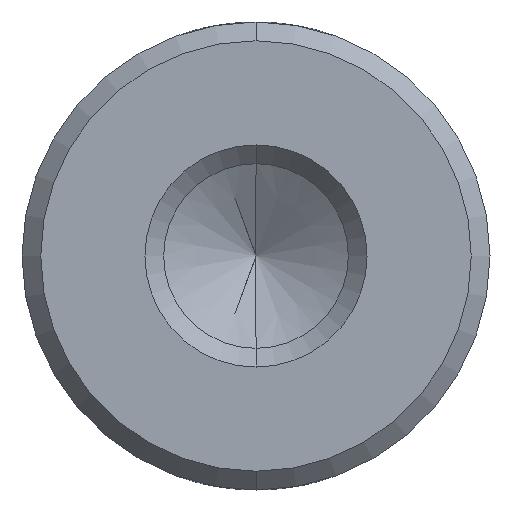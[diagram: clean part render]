
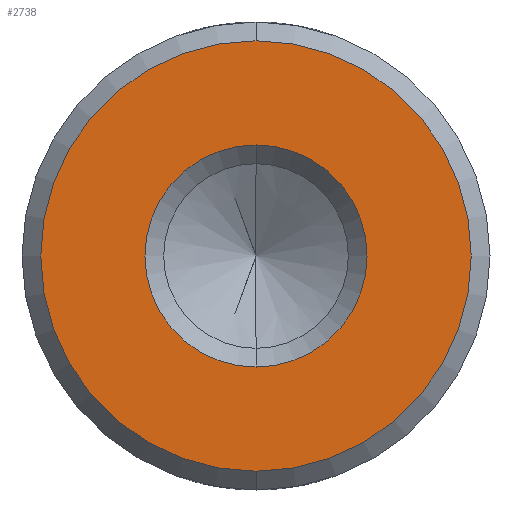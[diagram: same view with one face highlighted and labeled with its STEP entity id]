
A CAD part, front view. The second image highlights one B-rep face of the part: STEP entity #2738.
In plain terms, the highlighted planar face has unit normal (0, -1, 0).
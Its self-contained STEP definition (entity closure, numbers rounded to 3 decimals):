
#48 = DIRECTION ( 'NONE',  ( 0., 0., 1. ) ) ;
#72 = CIRCLE ( 'NONE', #2799, 3.008 ) ;
#250 = AXIS2_PLACEMENT_3D ( 'NONE', #1347, #2149, #48 ) ;
#264 = ORIENTED_EDGE ( 'NONE', *, *, #1703, .T. ) ;
#266 = EDGE_CURVE ( 'NONE', #2790, #1179, #3151, .T. ) ;
#343 = ORIENTED_EDGE ( 'NONE', *, *, #266, .F. ) ;
#387 = DIRECTION ( 'NONE',  ( 0., 1., 0. ) ) ;
#395 = CARTESIAN_POINT ( 'NONE',  ( 0., 0., 5.829 ) ) ;
#450 = AXIS2_PLACEMENT_3D ( 'NONE', #2322, #724, #2587 ) ;
#588 = ORIENTED_EDGE ( 'NONE', *, *, #1602, .F. ) ;
#702 = CARTESIAN_POINT ( 'NONE',  ( 0., 0., -5.829 ) ) ;
#724 = DIRECTION ( 'NONE',  ( 0., 1., 0. ) ) ;
#842 = EDGE_LOOP ( 'NONE', ( #343, #588 ) ) ;
#884 = PLANE ( 'NONE',  #1109 ) ;
#955 = CARTESIAN_POINT ( 'NONE',  ( 0., 0., 0. ) ) ;
#980 = DIRECTION ( 'NONE',  ( 0., 1., 0. ) ) ;
#1109 = AXIS2_PLACEMENT_3D ( 'NONE', #1955, #387, #2224 ) ;
#1179 = VERTEX_POINT ( 'NONE', #702 ) ;
#1217 = DIRECTION ( 'NONE',  ( 0., 0., 1. ) ) ;
#1260 = VERTEX_POINT ( 'NONE', #2536 ) ;
#1347 = CARTESIAN_POINT ( 'NONE',  ( 0., 0., 0. ) ) ;
#1425 = CARTESIAN_POINT ( 'NONE',  ( 0., 0., -3.008 ) ) ;
#1602 = EDGE_CURVE ( 'NONE', #1179, #2790, #1660, .T. ) ;
#1645 = ORIENTED_EDGE ( 'NONE', *, *, #3104, .T. ) ;
#1660 = CIRCLE ( 'NONE', #2687, 5.829 ) ;
#1703 = EDGE_CURVE ( 'NONE', #1884, #1260, #72, .T. ) ;
#1884 = VERTEX_POINT ( 'NONE', #1425 ) ;
#1955 = CARTESIAN_POINT ( 'NONE',  ( 5.829, 0., 0. ) ) ;
#2149 = DIRECTION ( 'NONE',  ( 0., 1., 0. ) ) ;
#2176 = CIRCLE ( 'NONE', #450, 3.008 ) ;
#2186 = FACE_OUTER_BOUND ( 'NONE', #842, .T. ) ;
#2224 = DIRECTION ( 'NONE',  ( 0., 0., 1. ) ) ;
#2322 = CARTESIAN_POINT ( 'NONE',  ( 0., 0., 0. ) ) ;
#2536 = CARTESIAN_POINT ( 'NONE',  ( 0., 0., 3.008 ) ) ;
#2577 = CARTESIAN_POINT ( 'NONE',  ( 0., 0., 0. ) ) ;
#2587 = DIRECTION ( 'NONE',  ( 0., 0., 1. ) ) ;
#2687 = AXIS2_PLACEMENT_3D ( 'NONE', #955, #2823, #1217 ) ;
#2738 = ADVANCED_FACE ( 'NONE', ( #2821, #2186 ), #884, .F. ) ;
#2764 = EDGE_LOOP ( 'NONE', ( #264, #1645 ) ) ;
#2790 = VERTEX_POINT ( 'NONE', #395 ) ;
#2799 = AXIS2_PLACEMENT_3D ( 'NONE', #2577, #980, #2839 ) ;
#2821 = FACE_BOUND ( 'NONE', #2764, .T. ) ;
#2823 = DIRECTION ( 'NONE',  ( 0., 1., 0. ) ) ;
#2839 = DIRECTION ( 'NONE',  ( 0., 0., 1. ) ) ;
#3104 = EDGE_CURVE ( 'NONE', #1260, #1884, #2176, .T. ) ;
#3151 = CIRCLE ( 'NONE', #250, 5.829 ) ;
